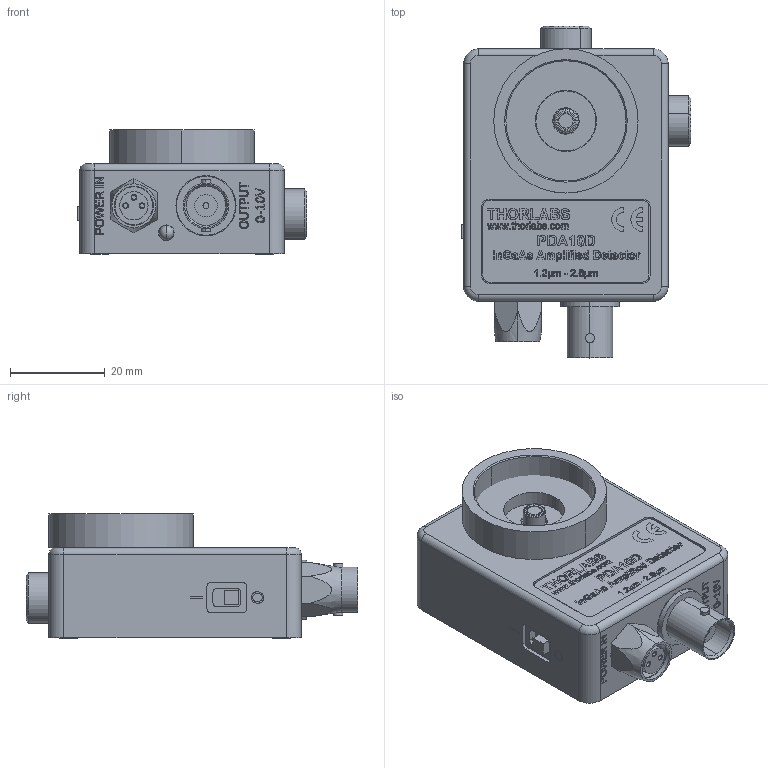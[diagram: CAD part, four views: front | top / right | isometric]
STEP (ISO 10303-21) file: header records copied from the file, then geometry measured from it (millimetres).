
FILE_DESCRIPTION (( 'STEP AP214' ), '1' );
FILE_NAME ('13127-E0W.STEP', '2010-06-22T20:52:02', ( 'Admin' ), ( 'Thorlabs, Inc.' ), 'SwSTEP 2.0', 'SolidWorks 2009', '' );
FILE_SCHEMA (( 'AUTOMOTIVE_DESIGN' ));
Length unit declared in the file: millimetre
Products named in the file (1): 13127-E0W
Bounding box: 48.58 x 70.13 x 26.2 mm (x, y, z)
Volume: 20654.2 mm3; surface area: 22614.2 mm2
Topology: 20 solids, 21 shells, 1836 faces, 4675 edges, 3047 vertices
Faces by surface type: plane 963, bspline 490, cylinder 281, cone 74, torus 26, sphere 2
Entity records: 112816 total; most frequent: CARTESIAN_POINT 50840, ORIENTED_EDGE 9306, DIRECTION 7037, EDGE_CURVE 4653, VERTEX_POINT 3047, VECTOR 2973, LINE 2973, EDGE_LOOP 2060
